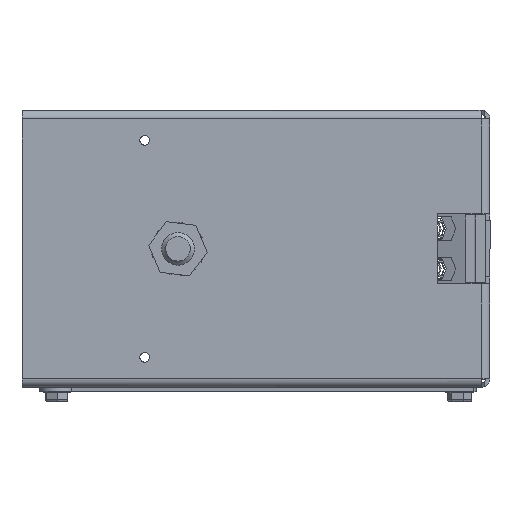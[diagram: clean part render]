
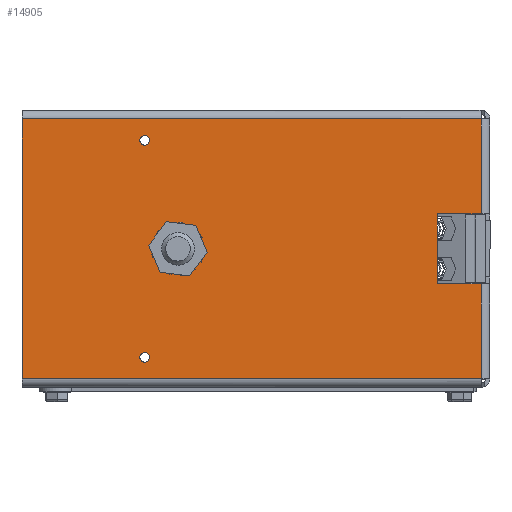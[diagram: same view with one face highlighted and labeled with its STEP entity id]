
A CAD part, front view. The second image highlights one B-rep face of the part: STEP entity #14905.
In plain terms, the highlighted planar face has unit normal (0, -1, 0).
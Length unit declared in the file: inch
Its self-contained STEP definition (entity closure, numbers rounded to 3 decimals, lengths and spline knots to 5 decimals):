
#386=FACE_BOUND('',#2035,.T.);
#387=FACE_BOUND('',#2036,.T.);
#388=FACE_BOUND('',#2037,.T.);
#591=PLANE('',#16093);
#1190=FACE_OUTER_BOUND('',#2034,.T.);
#2034=EDGE_LOOP('',(#10389,#10390,#10391,#10392,#10393,#10394,#10395,#10396,
#10397,#10398,#10399,#10400));
#2035=EDGE_LOOP('',(#10401));
#2036=EDGE_LOOP('',(#10402));
#2037=EDGE_LOOP('',(#10403));
#3078=LINE('',#21985,#4627);
#3087=LINE('',#22017,#4636);
#3088=LINE('',#22019,#4637);
#3089=LINE('',#22021,#4638);
#3090=LINE('',#22023,#4639);
#3091=LINE('',#22025,#4640);
#3092=LINE('',#22027,#4641);
#3093=LINE('',#22029,#4642);
#3094=LINE('',#22031,#4643);
#3095=LINE('',#22033,#4644);
#3096=LINE('',#22035,#4645);
#3097=LINE('',#22036,#4646);
#4627=VECTOR('',#17575,0.3937);
#4636=VECTOR('',#17604,0.3937);
#4637=VECTOR('',#17605,0.3937);
#4638=VECTOR('',#17606,0.3937);
#4639=VECTOR('',#17607,0.3937);
#4640=VECTOR('',#17608,0.3937);
#4641=VECTOR('',#17609,0.3937);
#4642=VECTOR('',#17610,0.3937);
#4643=VECTOR('',#17611,0.3937);
#4644=VECTOR('',#17612,0.3937);
#4645=VECTOR('',#17613,0.3937);
#4646=VECTOR('',#17614,0.3937);
#6185=CIRCLE('',#16094,0.07);
#6186=CIRCLE('',#16095,0.07);
#6187=CIRCLE('',#16096,0.28);
#6724=VERTEX_POINT('',#21982);
#6725=VERTEX_POINT('',#21984);
#6738=VERTEX_POINT('',#22016);
#6739=VERTEX_POINT('',#22018);
#6740=VERTEX_POINT('',#22020);
#6741=VERTEX_POINT('',#22022);
#6742=VERTEX_POINT('',#22024);
#6743=VERTEX_POINT('',#22026);
#6744=VERTEX_POINT('',#22028);
#6745=VERTEX_POINT('',#22030);
#6746=VERTEX_POINT('',#22032);
#6747=VERTEX_POINT('',#22034);
#6748=VERTEX_POINT('',#22037);
#6749=VERTEX_POINT('',#22039);
#6750=VERTEX_POINT('',#22041);
#8173=EDGE_CURVE('',#6725,#6724,#3078,.T.);
#8189=EDGE_CURVE('',#6738,#6724,#3087,.T.);
#8190=EDGE_CURVE('',#6739,#6738,#3088,.T.);
#8191=EDGE_CURVE('',#6739,#6740,#3089,.T.);
#8192=EDGE_CURVE('',#6740,#6741,#3090,.T.);
#8193=EDGE_CURVE('',#6741,#6742,#3091,.T.);
#8194=EDGE_CURVE('',#6742,#6743,#3092,.T.);
#8195=EDGE_CURVE('',#6743,#6744,#3093,.T.);
#8196=EDGE_CURVE('',#6744,#6745,#3094,.T.);
#8197=EDGE_CURVE('',#6745,#6746,#3095,.T.);
#8198=EDGE_CURVE('',#6747,#6746,#3096,.T.);
#8199=EDGE_CURVE('',#6725,#6747,#3097,.T.);
#8200=EDGE_CURVE('',#6748,#6748,#6185,.T.);
#8201=EDGE_CURVE('',#6749,#6749,#6186,.T.);
#8202=EDGE_CURVE('',#6750,#6750,#6187,.T.);
#10389=ORIENTED_EDGE('',*,*,#8173,.T.);
#10390=ORIENTED_EDGE('',*,*,#8189,.F.);
#10391=ORIENTED_EDGE('',*,*,#8190,.F.);
#10392=ORIENTED_EDGE('',*,*,#8191,.T.);
#10393=ORIENTED_EDGE('',*,*,#8192,.T.);
#10394=ORIENTED_EDGE('',*,*,#8193,.T.);
#10395=ORIENTED_EDGE('',*,*,#8194,.T.);
#10396=ORIENTED_EDGE('',*,*,#8195,.T.);
#10397=ORIENTED_EDGE('',*,*,#8196,.T.);
#10398=ORIENTED_EDGE('',*,*,#8197,.T.);
#10399=ORIENTED_EDGE('',*,*,#8198,.F.);
#10400=ORIENTED_EDGE('',*,*,#8199,.F.);
#10401=ORIENTED_EDGE('',*,*,#8200,.T.);
#10402=ORIENTED_EDGE('',*,*,#8201,.T.);
#10403=ORIENTED_EDGE('',*,*,#8202,.T.);
#14905=ADVANCED_FACE('',(#1190,#386,#387,#388),#591,.T.);
#16093=AXIS2_PLACEMENT_3D('',#22015,#17602,#17603);
#16094=AXIS2_PLACEMENT_3D('',#22038,#17615,#17616);
#16095=AXIS2_PLACEMENT_3D('',#22040,#17617,#17618);
#16096=AXIS2_PLACEMENT_3D('',#22042,#17619,#17620);
#17575=DIRECTION('',(0.,0.,-1.));
#17602=DIRECTION('center_axis',(0.,-1.,0.));
#17603=DIRECTION('ref_axis',(0.,0.,-1.));
#17604=DIRECTION('',(-1.,0.,0.));
#17605=DIRECTION('',(0.,0.,-1.));
#17606=DIRECTION('',(-1.,0.,0.));
#17607=DIRECTION('',(0.,0.,1.));
#17608=DIRECTION('',(-1.,0.,0.));
#17609=DIRECTION('',(0.,0.,1.));
#17610=DIRECTION('',(1.,0.,0.));
#17611=DIRECTION('',(0.,0.,1.));
#17612=DIRECTION('',(1.,0.,0.));
#17613=DIRECTION('',(0.,0.,-1.));
#17614=DIRECTION('',(1.,0.,0.));
#17615=DIRECTION('center_axis',(0.,1.,0.));
#17616=DIRECTION('ref_axis',(-1.,0.,0.));
#17617=DIRECTION('center_axis',(0.,1.,0.));
#17618=DIRECTION('ref_axis',(-1.,0.,0.));
#17619=DIRECTION('center_axis',(0.,1.,0.));
#17620=DIRECTION('ref_axis',(-1.,0.,0.));
#21982=CARTESIAN_POINT('',(-6.75,-0.0635,-1.873));
#21984=CARTESIAN_POINT('',(-6.75,-0.0635,1.873));
#21985=CARTESIAN_POINT('',(-6.75,-0.0635,1.));
#22015=CARTESIAN_POINT('Origin',(0.,-0.0635,0.));
#22016=CARTESIAN_POINT('',(-0.127,-0.0635,-1.873));
#22017=CARTESIAN_POINT('',(-0.73947,-0.0635,-1.873));
#22018=CARTESIAN_POINT('',(-0.127,-0.0635,-0.505));
#22019=CARTESIAN_POINT('',(-0.127,-0.0635,0.));
#22020=CARTESIAN_POINT('',(-0.76,-0.0635,-0.505));
#22021=CARTESIAN_POINT('',(0.,-0.0635,-0.505));
#22022=CARTESIAN_POINT('',(-0.76,-0.0635,-0.475));
#22023=CARTESIAN_POINT('',(-0.76,-0.0635,-0.2275));
#22024=CARTESIAN_POINT('',(-0.7635,-0.0635,-0.475));
#22025=CARTESIAN_POINT('',(-0.38175,-0.0635,-0.475));
#22026=CARTESIAN_POINT('',(-0.7635,-0.0635,0.475));
#22027=CARTESIAN_POINT('',(-0.7635,-0.0635,0.2375));
#22028=CARTESIAN_POINT('',(-0.76,-0.0635,0.475));
#22029=CARTESIAN_POINT('',(-0.03175,-0.0635,0.475));
#22030=CARTESIAN_POINT('',(-0.76,-0.0635,0.505));
#22031=CARTESIAN_POINT('',(-0.76,-0.0635,0.2275));
#22032=CARTESIAN_POINT('',(-0.127,-0.0635,0.505));
#22033=CARTESIAN_POINT('',(0.,-0.0635,0.505));
#22034=CARTESIAN_POINT('',(-0.127,-0.0635,1.873));
#22035=CARTESIAN_POINT('',(-0.127,-0.0635,0.));
#22036=CARTESIAN_POINT('',(-0.73947,-0.0635,1.873));
#22037=CARTESIAN_POINT('',(-4.91,-0.0635,1.565));
#22038=CARTESIAN_POINT('Origin',(-4.98,-0.0635,1.565));
#22039=CARTESIAN_POINT('',(-4.91,-0.0635,-1.565));
#22040=CARTESIAN_POINT('Origin',(-4.98,-0.0635,-1.565));
#22041=CARTESIAN_POINT('',(-4.22,-0.0635,0.));
#22042=CARTESIAN_POINT('Origin',(-4.5,-0.0635,0.));
